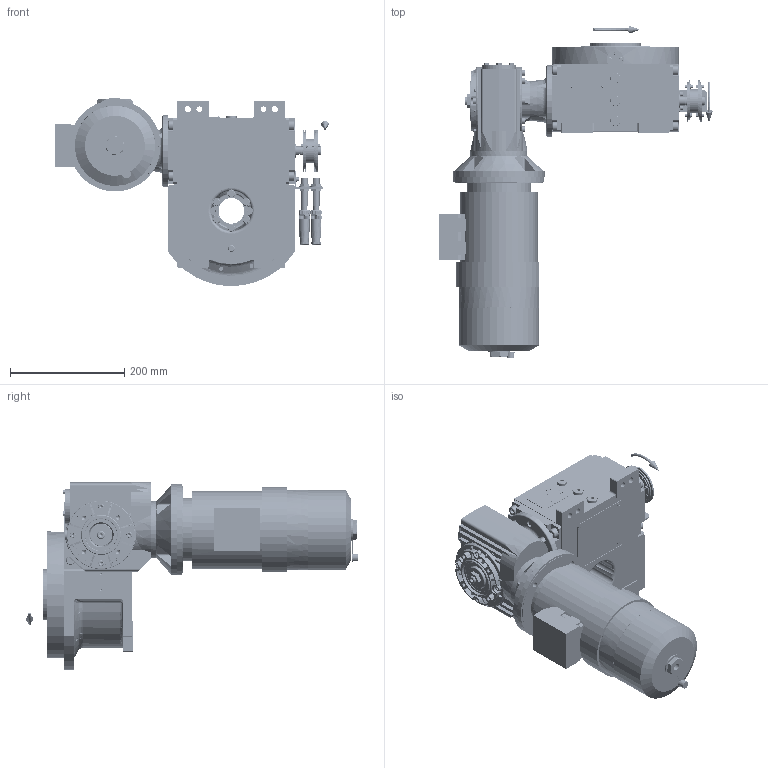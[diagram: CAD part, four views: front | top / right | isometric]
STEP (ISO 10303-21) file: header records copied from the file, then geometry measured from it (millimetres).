
FILE_DESCRIPTION (( 'STEP AP203' ), '1' );
FILE_NAME ('PC5200586.step', '2024-09-03T13:05:12', ( '' ), ( '' ), 'SwSTEP 2.0', 'SolidWorks 2020', '' );
FILE_SCHEMA (( 'CONFIG_CONTROL_DESIGN' ));
Length unit declared in the file: millimetre
Products named in the file (91): cfn2000_01_124; cfn2104_01_016; PC5200586; cfn2151_01_090; CFN2203_02_001^rig06_071_06_m_asm(2)_rig06_071_06_m_asm.stp; rig06_017; CFN2104_02_017^RIG06_005_ASM_rig06_071_06_m_asm(2)_rig06_071_06_m_asm.stp; AS_900_00_00_005; rig06_004; 900_00_00_005; cfn2000_01_184; cfn2003_01_054; AS_rig06_004; cfn2155_01_056; cfn2000_01_103; AS_900_38_10_028; freccia_angolare; cfn2000_01_126; 900_38_10_028; cfn2107_01_001; BA71B5; cfn2151_01_290; AS_rig06_071_6_m; CBF50_F1_LCB_DX_71B5; cfn2070_05_005; 900_38_30_003; AS_rig06_017; cfn2205_01_013; rig06_005_n_01; cfn2128_04_004; rig06_003_6; cfn2055_01_002; cfn2276_01_074; cfn2158_01_010; AS_rig06_004_s_001; rig06_016; cfn2400_04_024; AS_900_38_30_003; cfn2077_01_018; cfn2000_01_161 ...
Assembly tree (87 placements, depth 5):
  PC5200586
    rig06_001_a
    AS_cfn2476_01_002_60x46
      cfn2476_01_002_60x46
      cfn2107_01_001
      cfn2107_01_001
    AS_rig06_071_6_m
      rig06_071_06_m_asm.stp
        RIG06_005_ASM^rig06_071_06_m_asm(2)_rig06_071_06_m_asm.stp
          RIG06_021_AF0^RIG06_005_ASM_rig06_071_06_m_asm(2)_rig06_071_06_m_asm.stp
          CFN2000_01_185^RIG06_005_ASM_rig06_071_06_m_asm(2)_rig06_071_06_m_asm.stp
          CFN2000_01_185^RIG06_005_ASM_rig06_071_06_m_asm(2)_rig06_071_06_m_asm.stp
          CFN2104_02_017^RIG06_005_ASM_rig06_071_06_m_asm(2)_rig06_071_06_m_asm.stp
        CFN2010_02_002^rig06_071_06_m_asm(2)_rig06_071_06_m_asm.stp
      cfn2000_01_124  x6
      cfn2000_01_124
      cfn2104_01_016  x2
      rig06_003_6
      rig06_005_n_01
      cfn2000_01_124
      cfn2000_01_124
      cfn2000_01_124
      cfn2155_01_303
    AS_rig06_017
      rig06_017
      cfn2158_01_011
      cfn2000_01_126
      cfn2000_01_126
      cfn2000_01_126
      cfn2000_01_126
      cfn2000_01_126
      cfn2000_01_126
    AS_rig06_004_s_001
      rig06_004_s_001
      cfn2070_05_005
      cfn2000_01_103
      cfn2000_01_103
      cfn2000_01_103
      cfn2000_01_103
      cfn2155_01_056
    AS_rig06_004
      rig06_004
      cfn2070_05_005
      cfn2000_01_103
      cfn2000_01_103
      cfn2000_01_103
      cfn2000_01_103
      cfn2155_01_056
    AS_rig06_002_bl_001
      rig06_002_bl_001
      cfn2115_01_005
    cfn2128_04_004
    cfn2128_04_004
    cfn2128_04_004
    cfn2128_19_002
    AS_rig06_016
      rig06_016
      cfn2003_01_054
      cfn2003_01_054
      cfn2003_01_054
Bounding box: 479 x 581.67 x 330 mm (x, y, z)
Volume: 9280202.3 mm3; surface area: 1289242.1 mm2
Topology: 75 solids, 82 shells, 5784 faces, 14657 edges, 9285 vertices
Faces by surface type: plane 2632, cylinder 1940, cone 1061, torus 139, bspline 6, sphere 6
Entity records: 159423 total; most frequent: CARTESIAN_POINT 39305, DIRECTION 23237, ORIENTED_EDGE 22886, EDGE_CURVE 11443, AXIS2_PLACEMENT_3D 8516, VERTEX_POINT 7339, VECTOR 6205, LINE 6205
